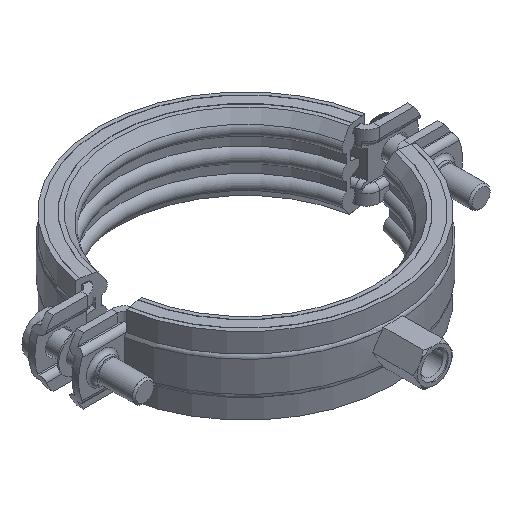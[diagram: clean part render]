
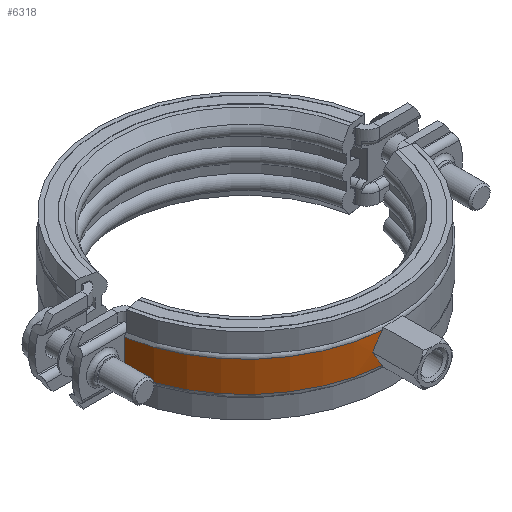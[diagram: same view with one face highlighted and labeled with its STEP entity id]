
A CAD part, isometric view. The second image highlights one B-rep face of the part: STEP entity #6318.
In plain terms, the highlighted cylindrical face has radius 560 mm (diameter 1120 mm), a partial arc.
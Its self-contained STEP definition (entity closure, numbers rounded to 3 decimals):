
#228=ELLIPSE('',#6593,1120.,560.);
#229=ELLIPSE('',#6595,1120.,560.);
#560=LINE('',#10054,#976);
#786=LINE('',#12124,#1202);
#976=VECTOR('',#7784,1.35);
#1202=VECTOR('',#8896,115.);
#1314=CYLINDRICAL_SURFACE('',#7084,560.);
#1652=FACE_OUTER_BOUND('',#2026,.T.);
#2026=EDGE_LOOP('',(#5786,#5787,#5788,#5789,#5790,#5791));
#2191=CIRCLE('',#6580,560.);
#2210=CIRCLE('',#6630,560.);
#2675=VERTEX_POINT('',#9894);
#2676=VERTEX_POINT('',#9902);
#2688=VERTEX_POINT('',#10009);
#2690=VERTEX_POINT('',#10018);
#2695=VERTEX_POINT('',#10034);
#2718=VERTEX_POINT('',#10224);
#3371=EDGE_CURVE('',#2675,#2676,#2191,.T.);
#3391=EDGE_CURVE('',#2690,#2688,#228,.T.);
#3397=EDGE_CURVE('',#2675,#2695,#229,.T.);
#3405=EDGE_CURVE('',#2695,#2690,#560,.T.);
#3441=EDGE_CURVE('',#2718,#2688,#2210,.T.);
#3951=EDGE_CURVE('',#2676,#2718,#786,.T.);
#5786=ORIENTED_EDGE('',*,*,#3391,.T.);
#5787=ORIENTED_EDGE('',*,*,#3441,.F.);
#5788=ORIENTED_EDGE('',*,*,#3951,.F.);
#5789=ORIENTED_EDGE('',*,*,#3371,.F.);
#5790=ORIENTED_EDGE('',*,*,#3397,.T.);
#5791=ORIENTED_EDGE('',*,*,#3405,.T.);
#6318=ADVANCED_FACE('',(#1652),#1314,.T.);
#6580=AXIS2_PLACEMENT_3D('',#9903,#7733,#7734);
#6593=AXIS2_PLACEMENT_3D('',#10019,#7766,#7767);
#6595=AXIS2_PLACEMENT_3D('',#10035,#7773,#7774);
#6630=AXIS2_PLACEMENT_3D('',#10238,#7857,#7858);
#7084=AXIS2_PLACEMENT_3D('',#12224,#8990,#8991);
#7733=DIRECTION('center_axis',(0.,0.,-1.));
#7734=DIRECTION('ref_axis',(0.,1.,0.));
#7766=DIRECTION('center_axis',(0.866,0.,0.5));
#7767=DIRECTION('ref_axis',(0.5,0.,-0.866));
#7773=DIRECTION('center_axis',(0.866,0.,-0.5));
#7774=DIRECTION('ref_axis',(0.5,0.,0.866));
#7784=DIRECTION('',(0.,0.,1.));
#7857=DIRECTION('center_axis',(0.,0.,1.));
#7858=DIRECTION('ref_axis',(0.,1.,0.));
#8896=DIRECTION('',(0.,0.,1.));
#8990=DIRECTION('center_axis',(0.,0.,1.));
#8991=DIRECTION('ref_axis',(0.,-1.,0.));
#9894=CARTESIAN_POINT('',(41.858,558.433,-57.5));
#9902=CARTESIAN_POINT('',(551.883,95.,-57.5));
#9903=CARTESIAN_POINT('Origin',(0.,0.,-57.5));
#10009=CARTESIAN_POINT('',(41.858,558.433,57.5));
#10018=CARTESIAN_POINT('',(74.666,555.,0.675));
#10019=CARTESIAN_POINT('Origin',(0.,0.,130.));
#10034=CARTESIAN_POINT('',(74.666,555.,-0.675));
#10035=CARTESIAN_POINT('Origin',(0.,0.,-130.));
#10054=CARTESIAN_POINT('',(74.666,555.,0.));
#10224=CARTESIAN_POINT('',(551.883,95.,57.5));
#10238=CARTESIAN_POINT('Origin',(0.,0.,57.5));
#12124=CARTESIAN_POINT('',(551.883,95.,0.));
#12224=CARTESIAN_POINT('Origin',(0.,0.,0.));
